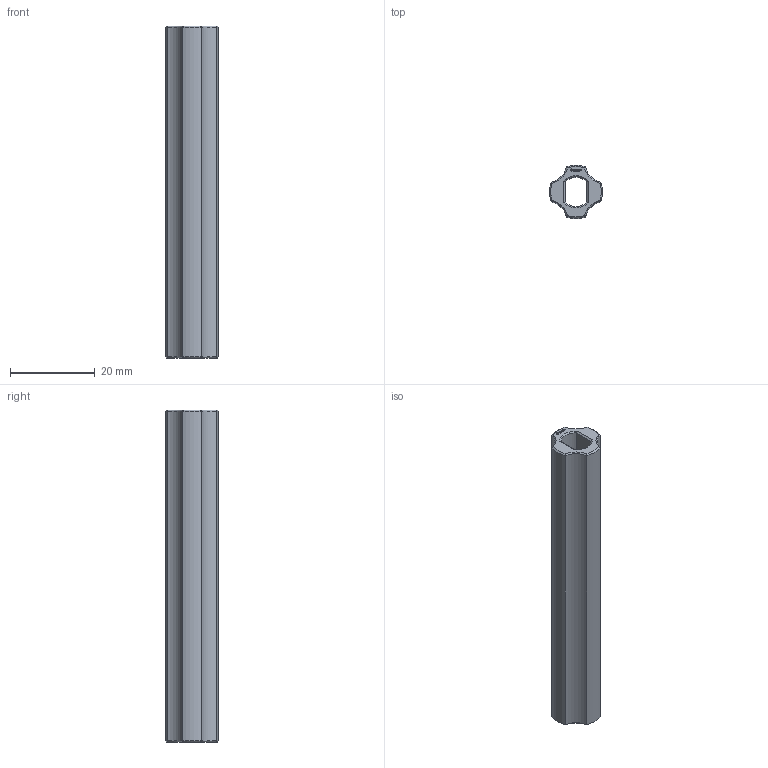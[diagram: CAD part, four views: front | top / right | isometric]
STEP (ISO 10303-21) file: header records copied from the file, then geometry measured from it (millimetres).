
FILE_DESCRIPTION(('FreeCAD Model'),'2;1');
FILE_NAME('Open CASCADE Shape Model','2024-01-01T13:03:05',(''),(''), 'Open CASCADE STEP processor 7.6','FreeCAD','Unknown');
FILE_SCHEMA(('AUTOMOTIVE_DESIGN { 1 0 10303 214 1 1 1 1 }'));
Length unit declared in the file: millimetre
Products named in the file (1): Spacer FXD BU01.00x06.25 - SPN-SPR-0028 (stemfie.org)
Bounding box: 12.47 x 12.47 x 78.12 mm (x, y, z)
Volume: 5716.5 mm3; surface area: 4867.1 mm2
Topology: 1 solids, 1 shells, 547 faces, 1509 edges, 998 vertices
Faces by surface type: plane 309, extrusion 208, cone 20, cylinder 10
Entity records: 37254 total; most frequent: CARTESIAN_POINT 8353, DIRECTION 4607, VECTOR 3771, LINE 3563, ORIENTED_EDGE 3018, PCURVE 3018, DEFINITIONAL_REPRESENTATION 3018, EDGE_CURVE 1509
